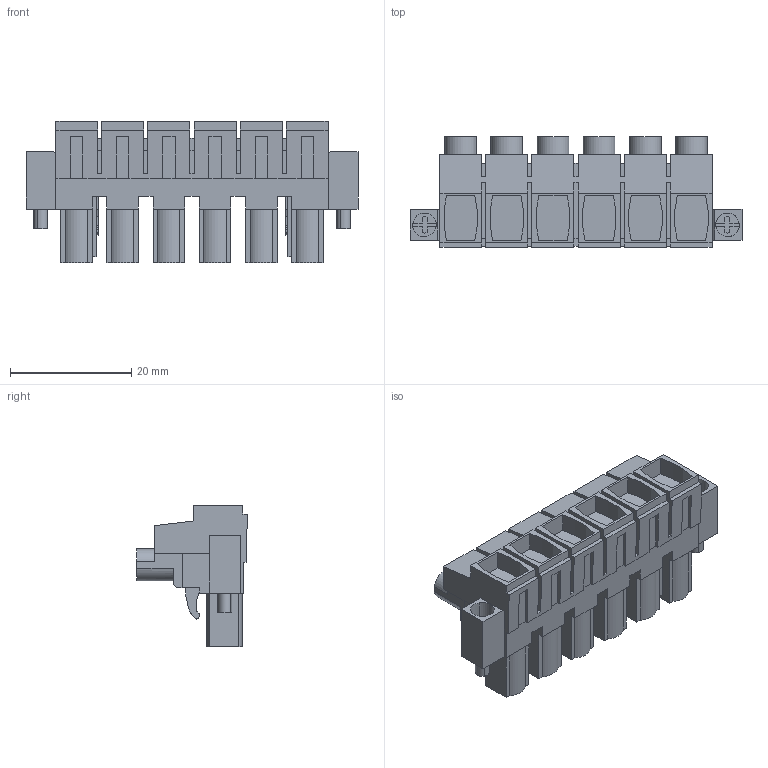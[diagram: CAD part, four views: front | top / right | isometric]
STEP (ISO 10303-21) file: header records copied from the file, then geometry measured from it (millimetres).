
FILE_DESCRIPTION(('CATIA V5 STEP Exchange','CAx-IF Rec.Pracs.--- Model Styling and Organization---1.2---2011-12-15'),'2;1');
FILE_NAME ('D1448477_0_1095720000_1095720000.stp','2017-06-08T10:35:40+00:00',('none'),('Weidmueller'),'CATIA Version 5-6 Release 2014','CATIA V5 STEP AP214','none');
FILE_SCHEMA(('AUTOMOTIVE_DESIGN { 1 0 10303 214 1 1 1 1 }'));
Length unit declared in the file: millimetre
Products named in the file (1): 1095720000
Bounding box: 54.78 x 18.28 x 23.35 mm (x, y, z)
Volume: 8704.6 mm3; surface area: 7491.8 mm2
Topology: 9 solids, 9 shells, 644 faces, 1806 edges, 1210 vertices
Faces by surface type: plane 534, cylinder 102, extrusion 8
Entity records: 19255 total; most frequent: CARTESIAN_POINT 3655, ORIENTED_EDGE 3612, DIRECTION 2545, EDGE_CURVE 1806, VECTOR 1535, LINE 1527, VERTEX_POINT 1210, EDGE_LOOP 678
